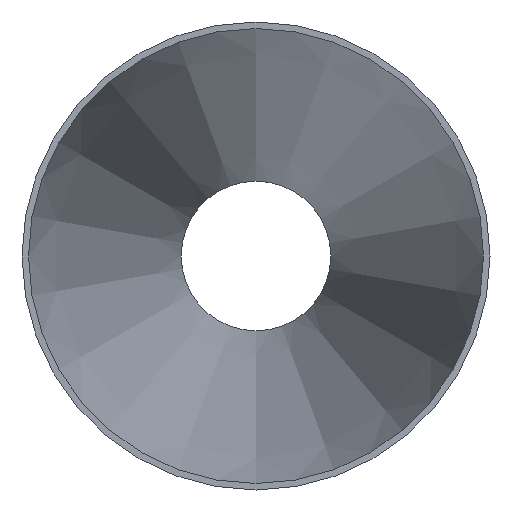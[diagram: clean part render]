
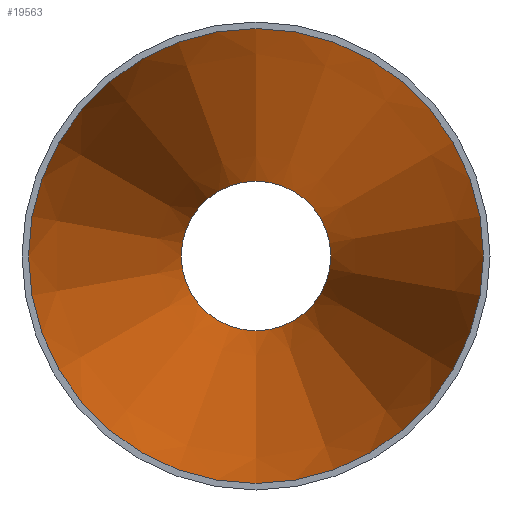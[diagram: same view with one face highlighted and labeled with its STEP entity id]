
A CAD part, front view. The second image highlights one B-rep face of the part: STEP entity #19563.
In plain terms, the highlighted conical face has half-angle 10.135 degrees and reference radius 106.502 mm.
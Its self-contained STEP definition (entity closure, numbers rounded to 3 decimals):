
#1967 = CIRCLE ( 'NONE', #11929, 35.002 ) ;
#3274 = CARTESIAN_POINT ( 'NONE',  ( 0., 400., 0. ) ) ;
#5321 = EDGE_LOOP ( 'NONE', ( #16619 ) ) ;
#7624 = EDGE_CURVE ( 'NONE', #41961, #41961, #37985, .T. ) ;
#9543 = EDGE_LOOP ( 'NONE', ( #35296 ) ) ;
#11929 = AXIS2_PLACEMENT_3D ( 'NONE', #3274, #37186, #17082 ) ;
#14715 = CARTESIAN_POINT ( 'NONE',  ( 0., 400., -35.002 ) ) ;
#14737 = EDGE_CURVE ( 'NONE', #21846, #21846, #1967, .T. ) ;
#15581 = FACE_OUTER_BOUND ( 'NONE', #5321, .T. ) ;
#16619 = ORIENTED_EDGE ( 'NONE', *, *, #7624, .T. ) ;
#17082 = DIRECTION ( 'NONE',  ( 0., 0., -1. ) ) ;
#18270 = DIRECTION ( 'NONE',  ( 0., -1., 0. ) ) ;
#19155 = FACE_BOUND ( 'NONE', #9543, .T. ) ;
#19563 = ADVANCED_FACE ( 'NONE', ( #19155, #15581 ), #44070, .F. ) ;
#21629 = CARTESIAN_POINT ( 'NONE',  ( 0., 0., -106.502 ) ) ;
#21846 = VERTEX_POINT ( 'NONE', #14715 ) ;
#25225 = CARTESIAN_POINT ( 'NONE',  ( 0., 0., 0. ) ) ;
#31892 = CARTESIAN_POINT ( 'NONE',  ( 0., 0., 0. ) ) ;
#31947 = AXIS2_PLACEMENT_3D ( 'NONE', #31892, #18270, #42167 ) ;
#35155 = AXIS2_PLACEMENT_3D ( 'NONE', #25225, #42427, #38834 ) ;
#35296 = ORIENTED_EDGE ( 'NONE', *, *, #14737, .F. ) ;
#37186 = DIRECTION ( 'NONE',  ( 0., -1., 0. ) ) ;
#37985 = CIRCLE ( 'NONE', #35155, 106.502 ) ;
#38834 = DIRECTION ( 'NONE',  ( 0., 0., -1. ) ) ;
#41961 = VERTEX_POINT ( 'NONE', #21629 ) ;
#42167 = DIRECTION ( 'NONE',  ( 0., 0., -1. ) ) ;
#42427 = DIRECTION ( 'NONE',  ( 0., -1., 0. ) ) ;
#44070 = CONICAL_SURFACE ( 'NONE', #31947, 106.502, 0.177 ) ;
